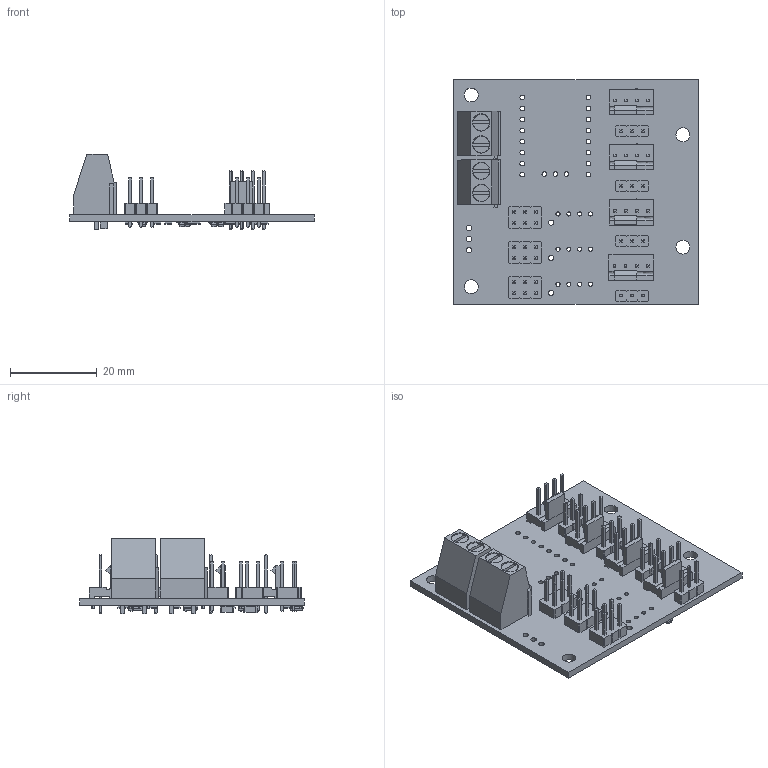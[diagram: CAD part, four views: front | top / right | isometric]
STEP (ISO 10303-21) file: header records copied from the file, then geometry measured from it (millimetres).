
FILE_DESCRIPTION(('KiCad electronic assembly'),'2;1');
FILE_NAME('tiny-fan.step','2022-08-11T00:45:16',('Pcbnew'),('Kicad'), 'Open CASCADE STEP processor 7.6','KiCad to STEP converter','Unknown' );
FILE_SCHEMA(('AUTOMOTIVE_DESIGN { 1 0 10303 214 1 1 1 1 }'));
Length unit declared in the file: millimetre
Products named in the file (16): tiny-fan 1; FanPinHeader_1x04_P2.54mm_Vertical; SOLID; PinHeader_1x03_P2.54mm_Vertical; PinHeader_2x03_P2.54mm_Vertical; TerminalBlock_Phoenix_MKDS-1,5-2-5.08_1x02_P5.08mm_Horizontal; R_1206_3216Metric; SOT-23; C_1206_3216Metric; tiny-fan PCB
Assembly tree (44 placements, depth 3):
  tiny-fan 1
    FanPinHeader_1x04_P2.54mm_Vertical  x4
      SOLID
    PinHeader_1x03_P2.54mm_Vertical  x4
      SOLID
    PinHeader_2x03_P2.54mm_Vertical  x3
      SOLID
    TerminalBlock_Phoenix_MKDS-1,5-2-5.08_1x02_P5.08mm_Horizontal  x2
      SOLID
    R_1206_3216Metric  x14
      SOLID
    SOT-23  x7
      SOLID
    C_1206_3216Metric  x2
      SOLID
    tiny-fan PCB
Bounding box: 56.39 x 51.82 x 17.3 mm (x, y, z)
Volume: 7920.7 mm3; surface area: 12697.5 mm2
Topology: 37 solids, 37 shells, 2321 faces, 5619 edges, 3480 vertices
Faces by surface type: bspline 2220, cylinder 95, plane 6
Full cylindrical faces by diameter (mm): 0.95 x12, 1 x30, 1.02 x16, 1.092 x19, 1.1 x4, 1.2 x3, 1.27 x3, 1.3 x4, 3.2 x4
Entity records: 40078 total; most frequent: CARTESIAN_POINT 13505, B_SPLINE_CURVE_WITH_KNOTS 3531, ORIENTED_EDGE 3092, PCURVE 3092, DEFINITIONAL_REPRESENTATION 3092, EDGE_CURVE 1546, SURFACE_CURVE 1447, DIRECTION 1183
